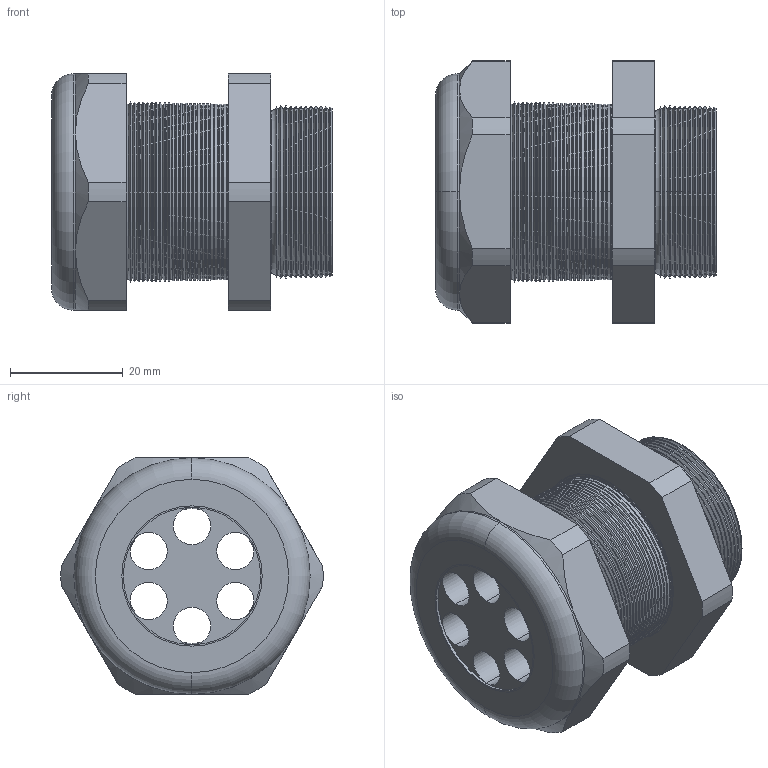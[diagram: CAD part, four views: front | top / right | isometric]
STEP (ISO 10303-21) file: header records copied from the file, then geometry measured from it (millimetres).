
FILE_DESCRIPTION (( 'STEP AP203' ), '1' );
FILE_NAME ('CD32M1-BK.STEP', '2008-11-06T12:58:50', ( 'bay06' ), ( '' ), 'SwSTEP 2.0', 'SolidWorks 2007', '' );
FILE_SCHEMA (( 'CONFIG_CONTROL_DESIGN' ));
Length unit declared in the file: inch
Products named in the file (1): CD32M1-BK
Bounding box: 49.78 x 46.51 x 41.91 mm (x, y, z)
Volume: 31515.6 mm3; surface area: 17880.1 mm2
Topology: 2 solids, 2 shells, 283 faces, 596 edges, 322 vertices
Faces by surface type: cone 224, cylinder 32, plane 21, torus 6
Entity records: 7583 total; most frequent: DIRECTION 1456, CARTESIAN_POINT 1298, ORIENTED_EDGE 1192, EDGE_CURVE 596, AXIS2_PLACEMENT_3D 588, VERTEX_POINT 322, CIRCLE 304, EDGE_LOOP 302
